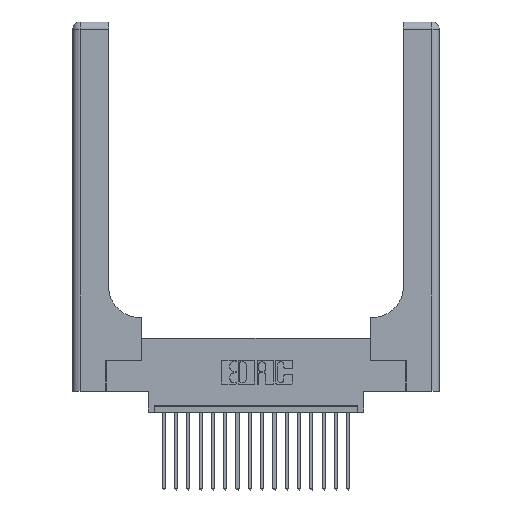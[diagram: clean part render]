
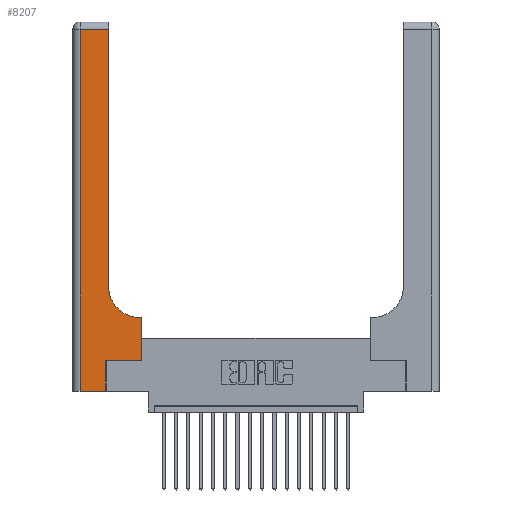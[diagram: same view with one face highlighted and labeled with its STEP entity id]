
A CAD part, top view. The second image highlights one B-rep face of the part: STEP entity #8207.
In plain terms, the highlighted planar face has unit normal (0, 0, 1).
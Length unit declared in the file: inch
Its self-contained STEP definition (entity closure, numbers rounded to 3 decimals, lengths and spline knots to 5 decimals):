
#308 = DIRECTION ( 'NONE',  ( 0., 0., -1. ) ) ;
#483 = LINE ( 'NONE', #10586, #17130 ) ;
#1333 = VERTEX_POINT ( 'NONE', #15811 ) ;
#1599 = ORIENTED_EDGE ( 'NONE', *, *, #7292, .T. ) ;
#2604 = DIRECTION ( 'NONE',  ( 0., -1., 0. ) ) ;
#3114 = VECTOR ( 'NONE', #8337, 39.37008 ) ;
#3323 = VECTOR ( 'NONE', #19948, 39.37008 ) ;
#3436 = DIRECTION ( 'NONE',  ( 1., 0., 0. ) ) ;
#3566 = LINE ( 'NONE', #12366, #17167 ) ;
#3988 = CARTESIAN_POINT ( 'NONE',  ( 0.269, 0.25, 0.37 ) ) ;
#4085 = VECTOR ( 'NONE', #17105, 39.37008 ) ;
#4830 = VERTEX_POINT ( 'NONE', #11480 ) ;
#6278 = ORIENTED_EDGE ( 'NONE', *, *, #10094, .T. ) ;
#6292 = CARTESIAN_POINT ( 'NONE',  ( 0.2915, 0.6, 0.37 ) ) ;
#6477 = ORIENTED_EDGE ( 'NONE', *, *, #10658, .T. ) ;
#6634 = AXIS2_PLACEMENT_3D ( 'NONE', #16763, #10420, #11979 ) ;
#6849 = VERTEX_POINT ( 'NONE', #20186 ) ;
#7292 = EDGE_CURVE ( 'NONE', #14018, #17896, #11251, .T. ) ;
#7502 = EDGE_CURVE ( 'NONE', #15025, #4830, #8186, .T. ) ;
#7801 = ORIENTED_EDGE ( 'NONE', *, *, #10796, .T. ) ;
#7857 = LINE ( 'NONE', #15756, #4085 ) ;
#8186 = LINE ( 'NONE', #3988, #3114 ) ;
#8207 = ADVANCED_FACE ( 'NONE', ( #16035 ), #8740, .F. ) ;
#8319 = ORIENTED_EDGE ( 'NONE', *, *, #18971, .T. ) ;
#8337 = DIRECTION ( 'NONE',  ( 1., 0., 0. ) ) ;
#8679 = ORIENTED_EDGE ( 'NONE', *, *, #12177, .T. ) ;
#8705 = CARTESIAN_POINT ( 'NONE',  ( 0.269, 0., 0.37 ) ) ;
#8740 = PLANE ( 'NONE',  #6634 ) ;
#8866 = CARTESIAN_POINT ( 'NONE',  ( 0.2915, 3., 0.37 ) ) ;
#8978 = VECTOR ( 'NONE', #16237, 39.37008 ) ;
#9898 = CARTESIAN_POINT ( 'NONE',  ( 0.5415, 0.85, 0.37 ) ) ;
#9975 = LINE ( 'NONE', #14612, #8978 ) ;
#10094 = EDGE_CURVE ( 'NONE', #1333, #10701, #19193, .T. ) ;
#10420 = DIRECTION ( 'NONE',  ( 0., 0., -1. ) ) ;
#10586 = CARTESIAN_POINT ( 'NONE',  ( 0.06, 3., 0.37 ) ) ;
#10658 = EDGE_CURVE ( 'NONE', #18405, #15025, #19174, .T. ) ;
#10701 = VERTEX_POINT ( 'NONE', #20659 ) ;
#10796 = EDGE_CURVE ( 'NONE', #10701, #6849, #3566, .T. ) ;
#10797 = CARTESIAN_POINT ( 'NONE',  ( 0.269, 0.25, 0.37 ) ) ;
#11251 = LINE ( 'NONE', #6292, #18294 ) ;
#11431 = VECTOR ( 'NONE', #17034, 39.37008 ) ;
#11480 = CARTESIAN_POINT ( 'NONE',  ( 0.5585, 0.25, 0.37 ) ) ;
#11979 = DIRECTION ( 'NONE',  ( -1., 0., 0. ) ) ;
#12034 = ORIENTED_EDGE ( 'NONE', *, *, #7502, .T. ) ;
#12177 = EDGE_CURVE ( 'NONE', #17896, #1333, #14334, .T. ) ;
#12366 = CARTESIAN_POINT ( 'NONE',  ( 0., 2.94, 0.37 ) ) ;
#13974 = DIRECTION ( 'NONE',  ( -1., 0., 0. ) ) ;
#13997 = ORIENTED_EDGE ( 'NONE', *, *, #20132, .T. ) ;
#14018 = VERTEX_POINT ( 'NONE', #20699 ) ;
#14334 = CIRCLE ( 'NONE', #19883, 0.25 ) ;
#14612 = CARTESIAN_POINT ( 'NONE',  ( 0., 0., 0.37 ) ) ;
#15025 = VERTEX_POINT ( 'NONE', #10797 ) ;
#15654 = EDGE_CURVE ( 'NONE', #19192, #18405, #9975, .T. ) ;
#15737 = DIRECTION ( 'NONE',  ( -1., 0., 0. ) ) ;
#15756 = CARTESIAN_POINT ( 'NONE',  ( 0.5585, 0.25, 0.37 ) ) ;
#15811 = CARTESIAN_POINT ( 'NONE',  ( 0.2915, 0.85, 0.37 ) ) ;
#16035 = FACE_OUTER_BOUND ( 'NONE', #20126, .T. ) ;
#16237 = DIRECTION ( 'NONE',  ( 1., 0., 0. ) ) ;
#16763 = CARTESIAN_POINT ( 'NONE',  ( 0., 3., 0.37 ) ) ;
#17034 = DIRECTION ( 'NONE',  ( 0., 1., 0. ) ) ;
#17105 = DIRECTION ( 'NONE',  ( 0., 1., 0. ) ) ;
#17130 = VECTOR ( 'NONE', #2604, 39.37008 ) ;
#17167 = VECTOR ( 'NONE', #13974, 39.37008 ) ;
#17896 = VERTEX_POINT ( 'NONE', #19559 ) ;
#18294 = VECTOR ( 'NONE', #15737, 39.37008 ) ;
#18405 = VERTEX_POINT ( 'NONE', #20834 ) ;
#18971 = EDGE_CURVE ( 'NONE', #4830, #14018, #7857, .T. ) ;
#19174 = LINE ( 'NONE', #8705, #3323 ) ;
#19192 = VERTEX_POINT ( 'NONE', #20676 ) ;
#19193 = LINE ( 'NONE', #8866, #11431 ) ;
#19559 = CARTESIAN_POINT ( 'NONE',  ( 0.5415, 0.6, 0.37 ) ) ;
#19829 = ORIENTED_EDGE ( 'NONE', *, *, #15654, .T. ) ;
#19883 = AXIS2_PLACEMENT_3D ( 'NONE', #9898, #308, #3436 ) ;
#19948 = DIRECTION ( 'NONE',  ( 0., 1., 0. ) ) ;
#20126 = EDGE_LOOP ( 'NONE', ( #6278, #7801, #13997, #19829, #6477, #12034, #8319, #1599, #8679 ) ) ;
#20132 = EDGE_CURVE ( 'NONE', #6849, #19192, #483, .T. ) ;
#20186 = CARTESIAN_POINT ( 'NONE',  ( 0.06, 2.94, 0.37 ) ) ;
#20659 = CARTESIAN_POINT ( 'NONE',  ( 0.2915, 2.94, 0.37 ) ) ;
#20676 = CARTESIAN_POINT ( 'NONE',  ( 0.06, 0., 0.37 ) ) ;
#20699 = CARTESIAN_POINT ( 'NONE',  ( 0.5585, 0.6, 0.37 ) ) ;
#20834 = CARTESIAN_POINT ( 'NONE',  ( 0.269, 0., 0.37 ) ) ;
